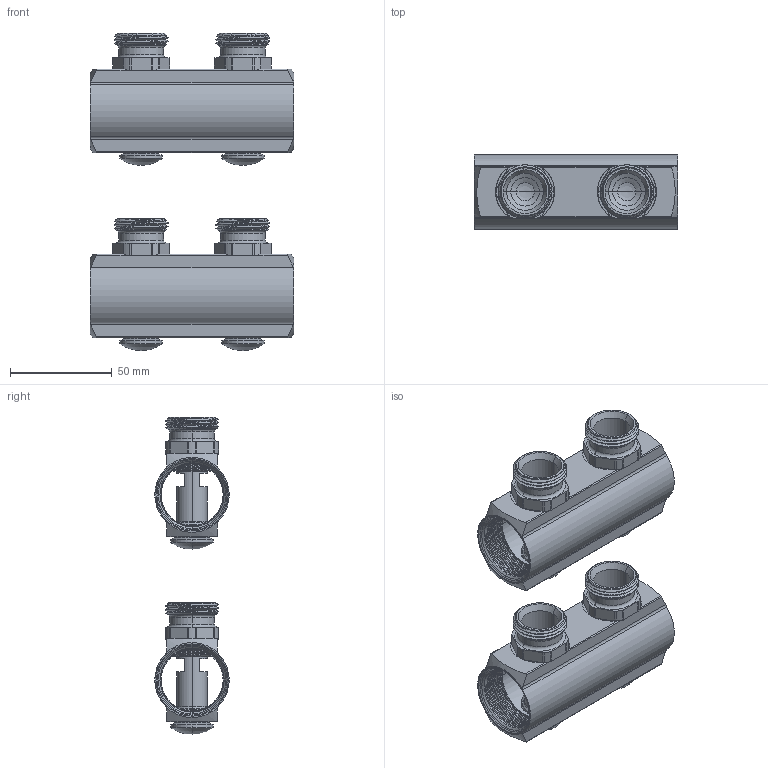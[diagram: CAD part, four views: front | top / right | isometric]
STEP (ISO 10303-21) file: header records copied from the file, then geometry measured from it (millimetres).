
FILE_DESCRIPTION((''),'2;1');
FILE_NAME('088U0542_ASM','2023-05-16T13:39:42',('U258971'),(''),'CREO PARAMETRIC BY PTC INC, 2020342','CREO PARAMETRIC BY PTC INC, 2020342','');
FILE_SCHEMA(('CONFIG_CONTROL_DESIGN'));
Length unit declared in the file: millimetre
Products named in the file (6): 088U7307_2LOOPS_19; 088U7304_16; 088U7310_ASM_12_ASM; 088U0593-MANIFOLD_12; 088U0545_ASM_1_ASM; 088U0542_ASM
Assembly tree (12 placements, depth 4):
  088U0542_ASM
    088U0545_ASM_1_ASM
      088U7307_2LOOPS_19  x2
      088U7310_ASM_12_ASM  x4
        088U7304_16
      088U0593-MANIFOLD_12  x4
Bounding box: 100 x 36.55 x 155.78 mm (x, y, z)
Volume: 112565.2 mm3; surface area: 102701.5 mm2
Topology: 10 solids, 32 shells, 1114 faces, 3160 edges, 2100 vertices
Faces by surface type: cylinder 518, bspline 168, plane 160, cone 144, torus 104, sphere 16, extrusion 4
Entity records: 25168 total; most frequent: CARTESIAN_POINT 16044, ORIENTED_EDGE 2024, DIRECTION 1692, EDGE_CURVE 1031, AXIS2_PLACEMENT_3D 701, VERTEX_POINT 693, EDGE_LOOP 387, B_SPLINE_CURVE_WITH_KNOTS 372
